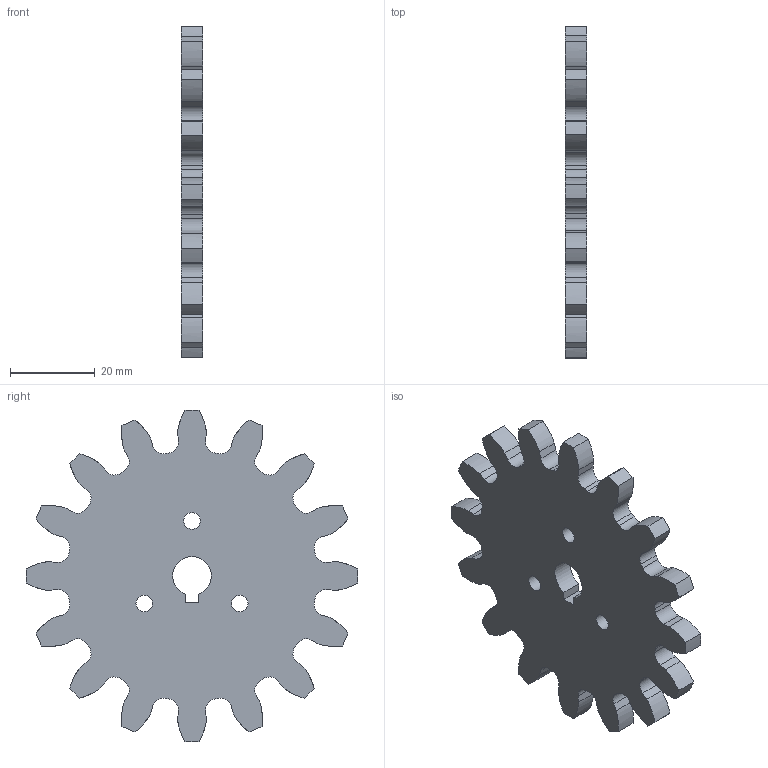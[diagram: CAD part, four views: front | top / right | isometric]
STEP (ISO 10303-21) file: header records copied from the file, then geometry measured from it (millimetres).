
FILE_DESCRIPTION(/* description */ (''),/* implementation_level */ '2;1');
FILE_NAME(/* name */ 'Oxygen Maker V2 Coupling Dentado 3.step',/* time_stamp */ '2020-03-22T22:56:40+01:00',/* author */ (''),/* organization */ (''),/* preprocessor_version */ 'ST-DEVELOPER v18',/* originating_system */ 'Autodesk Translation Framework v8.12.0.6',/* authorisation */ '');
FILE_SCHEMA (('AUTOMOTIVE_DESIGN { 1 0 10303 214 3 1 1 }'));
Length unit declared in the file: millimetre
Products named in the file (1): Oxygen Maker V2
Bounding box: 5 x 78.29 x 78.29 mm (x, y, z)
Volume: 17872.2 mm3; surface area: 9673.4 mm2
Topology: 1 solids, 1 shells, 137 faces, 405 edges, 270 vertices
Faces by surface type: cylinder 68, plane 37, bspline 32
Full cylindrical faces by diameter (mm): 3.9 x3
Entity records: 13848 total; most frequent: CARTESIAN_POINT 10317, ORIENTED_EDGE 810, DIRECTION 689, EDGE_CURVE 405, VERTEX_POINT 270, AXIS2_PLACEMENT_3D 242, LINE 205, VECTOR 205
